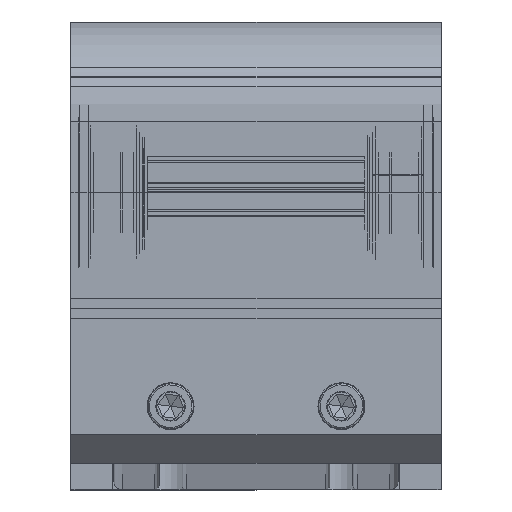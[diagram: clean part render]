
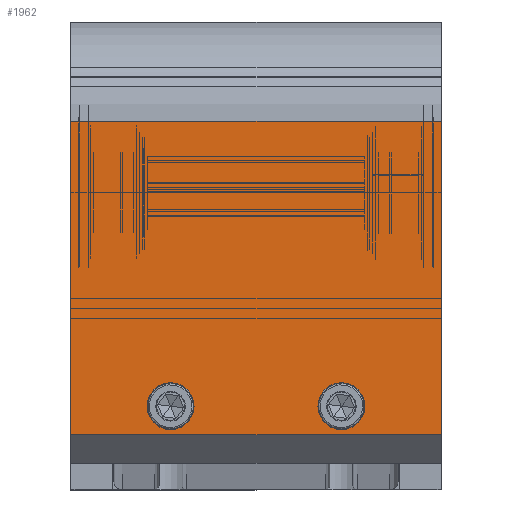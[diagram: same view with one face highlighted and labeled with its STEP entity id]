
A CAD part, top view. The second image highlights one B-rep face of the part: STEP entity #1962.
In plain terms, the highlighted planar face has unit normal (0, 0, 1).
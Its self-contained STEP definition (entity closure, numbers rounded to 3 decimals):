
#1962 = ADVANCED_FACE ( 'NONE', ( #224546, #353647, #323523 ), #284854, .F. ) ;
#3293 = VERTEX_POINT ( 'NONE', #173338 ) ;
#7986 = DIRECTION ( 'NONE',  ( 0., -1., 0. ) ) ;
#17398 = AXIS2_PLACEMENT_3D ( 'NONE', #109126, #412184, #177964 ) ;
#23676 = DIRECTION ( 'NONE',  ( 1., 0., 0. ) ) ;
#27620 = CARTESIAN_POINT ( 'NONE',  ( 208.467, 307.762, 762.525 ) ) ;
#32965 = VERTEX_POINT ( 'NONE', #133625 ) ;
#34872 = CARTESIAN_POINT ( 'NONE',  ( 113.467, 207.762, 762.525 ) ) ;
#40238 = CARTESIAN_POINT ( 'NONE',  ( 78.467, 197.762, 762.525 ) ) ;
#41230 = LINE ( 'NONE', #140394, #354626 ) ;
#41302 = VECTOR ( 'NONE', #7986, 1000. ) ;
#51581 = EDGE_LOOP ( 'NONE', ( #322231, #277873 ) ) ;
#51696 = CARTESIAN_POINT ( 'NONE',  ( 173.467, 207.762, 762.525 ) ) ;
#55793 = LINE ( 'NONE', #318426, #153327 ) ;
#67358 = CARTESIAN_POINT ( 'NONE',  ( 78.467, 307.762, 762.525 ) ) ;
#72670 = EDGE_CURVE ( 'NONE', #163809, #409661, #41230, .T. ) ;
#78846 = LINE ( 'NONE', #274620, #328447 ) ;
#92023 = DIRECTION ( 'NONE',  ( 0., 0., 1. ) ) ;
#104923 = LINE ( 'NONE', #40238, #41302 ) ;
#106043 = EDGE_CURVE ( 'NONE', #273092, #183384, #261253, .T. ) ;
#106765 = EDGE_CURVE ( 'NONE', #409661, #32965, #104923, .T. ) ;
#109126 = CARTESIAN_POINT ( 'NONE',  ( 173.467, 207.762, 762.525 ) ) ;
#120766 = ORIENTED_EDGE ( 'NONE', *, *, #327130, .F. ) ;
#121348 = DIRECTION ( 'NONE',  ( 0., 0., -1. ) ) ;
#127538 = ORIENTED_EDGE ( 'NONE', *, *, #106043, .F. ) ;
#127753 = DIRECTION ( 'NONE',  ( -1., 0., 0. ) ) ;
#128705 = VERTEX_POINT ( 'NONE', #319910 ) ;
#130829 = VERTEX_POINT ( 'NONE', #338848 ) ;
#133625 = CARTESIAN_POINT ( 'NONE',  ( 78.467, 197.762, 762.525 ) ) ;
#138609 = EDGE_CURVE ( 'NONE', #128705, #32965, #78846, .T. ) ;
#140394 = CARTESIAN_POINT ( 'NONE',  ( 208.467, 307.762, 762.525 ) ) ;
#142504 = DIRECTION ( 'NONE',  ( -1., 0., 0. ) ) ;
#153327 = VECTOR ( 'NONE', #279746, 1000. ) ;
#154523 = CARTESIAN_POINT ( 'NONE',  ( 113.467, 207.762, 762.525 ) ) ;
#159848 = AXIS2_PLACEMENT_3D ( 'NONE', #34872, #265085, #396282 ) ;
#161141 = ORIENTED_EDGE ( 'NONE', *, *, #303275, .F. ) ;
#163809 = VERTEX_POINT ( 'NONE', #27620 ) ;
#173338 = CARTESIAN_POINT ( 'NONE',  ( 181.717, 207.762, 762.525 ) ) ;
#177964 = DIRECTION ( 'NONE',  ( 1., 0., 0. ) ) ;
#183384 = VERTEX_POINT ( 'NONE', #317749 ) ;
#188950 = DIRECTION ( 'NONE',  ( 1., 0., 0. ) ) ;
#224546 = FACE_BOUND ( 'NONE', #334139, .T. ) ;
#261253 = CIRCLE ( 'NONE', #275015, 8.25 ) ;
#263753 = ORIENTED_EDGE ( 'NONE', *, *, #138609, .F. ) ;
#265085 = DIRECTION ( 'NONE',  ( 0., 0., 1. ) ) ;
#273092 = VERTEX_POINT ( 'NONE', #394046 ) ;
#274620 = CARTESIAN_POINT ( 'NONE',  ( 208.467, 197.762, 762.525 ) ) ;
#275015 = AXIS2_PLACEMENT_3D ( 'NONE', #154523, #92023, #188950 ) ;
#277525 = EDGE_CURVE ( 'NONE', #3293, #130829, #350761, .T. ) ;
#277873 = ORIENTED_EDGE ( 'NONE', *, *, #347527, .F. ) ;
#278505 = CIRCLE ( 'NONE', #17398, 8.25 ) ;
#279746 = DIRECTION ( 'NONE',  ( 0., -1., 0. ) ) ;
#284854 = PLANE ( 'NONE',  #316869 ) ;
#298657 = ORIENTED_EDGE ( 'NONE', *, *, #106765, .T. ) ;
#299287 = EDGE_LOOP ( 'NONE', ( #298657, #263753, #161141, #362089 ) ) ;
#303275 = EDGE_CURVE ( 'NONE', #163809, #128705, #55793, .T. ) ;
#314366 = DIRECTION ( 'NONE',  ( 0., 0., 1. ) ) ;
#316869 = AXIS2_PLACEMENT_3D ( 'NONE', #319273, #121348, #127753 ) ;
#317749 = CARTESIAN_POINT ( 'NONE',  ( 105.217, 207.762, 762.525 ) ) ;
#318426 = CARTESIAN_POINT ( 'NONE',  ( 208.467, 197.762, 762.525 ) ) ;
#319273 = CARTESIAN_POINT ( 'NONE',  ( 208.467, 197.762, 762.525 ) ) ;
#319910 = CARTESIAN_POINT ( 'NONE',  ( 208.467, 197.762, 762.525 ) ) ;
#322231 = ORIENTED_EDGE ( 'NONE', *, *, #277525, .F. ) ;
#323523 = FACE_OUTER_BOUND ( 'NONE', #299287, .T. ) ;
#327130 = EDGE_CURVE ( 'NONE', #183384, #273092, #345378, .T. ) ;
#328447 = VECTOR ( 'NONE', #341463, 1000. ) ;
#334139 = EDGE_LOOP ( 'NONE', ( #127538, #120766 ) ) ;
#338848 = CARTESIAN_POINT ( 'NONE',  ( 165.217, 207.762, 762.525 ) ) ;
#341463 = DIRECTION ( 'NONE',  ( -1., 0., 0. ) ) ;
#345378 = CIRCLE ( 'NONE', #159848, 8.25 ) ;
#347527 = EDGE_CURVE ( 'NONE', #130829, #3293, #278505, .T. ) ;
#350761 = CIRCLE ( 'NONE', #405618, 8.25 ) ;
#353647 = FACE_BOUND ( 'NONE', #51581, .T. ) ;
#354626 = VECTOR ( 'NONE', #142504, 1000. ) ;
#362089 = ORIENTED_EDGE ( 'NONE', *, *, #72670, .T. ) ;
#394046 = CARTESIAN_POINT ( 'NONE',  ( 121.717, 207.762, 762.525 ) ) ;
#396282 = DIRECTION ( 'NONE',  ( 1., 0., 0. ) ) ;
#405618 = AXIS2_PLACEMENT_3D ( 'NONE', #51696, #314366, #23676 ) ;
#409661 = VERTEX_POINT ( 'NONE', #67358 ) ;
#412184 = DIRECTION ( 'NONE',  ( 0., 0., 1. ) ) ;
